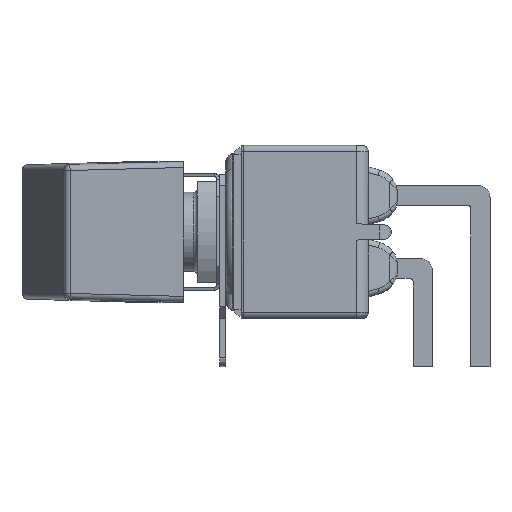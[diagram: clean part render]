
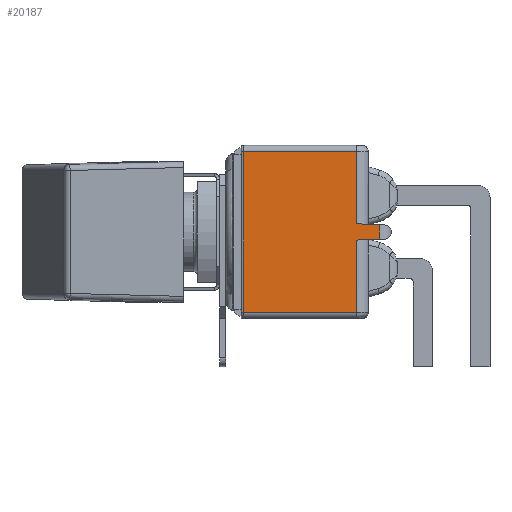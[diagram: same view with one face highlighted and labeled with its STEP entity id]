
A CAD part, left-side view. The second image highlights one B-rep face of the part: STEP entity #20187.
In plain terms, the highlighted planar face has unit normal (-1, 0, 0).
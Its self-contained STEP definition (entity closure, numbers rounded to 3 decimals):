
#994=PLANE('',#21588);
#5868=ORIENTED_EDGE('',*,*,#9220,.F.);
#5869=ORIENTED_EDGE('',*,*,#9204,.F.);
#5870=ORIENTED_EDGE('',*,*,#9876,.T.);
#5871=ORIENTED_EDGE('',*,*,#9877,.T.);
#5872=ORIENTED_EDGE('',*,*,#9878,.T.);
#5873=ORIENTED_EDGE('',*,*,#9335,.F.);
#5874=ORIENTED_EDGE('',*,*,#9340,.F.);
#5875=ORIENTED_EDGE('',*,*,#9875,.T.);
#9204=EDGE_CURVE('',#11589,#11590,#13789,.T.);
#9220=EDGE_CURVE('',#11590,#11601,#13798,.T.);
#9335=EDGE_CURVE('',#11673,#11674,#13861,.T.);
#9340=EDGE_CURVE('',#11677,#11673,#13862,.T.);
#9875=EDGE_CURVE('',#11677,#11601,#14205,.T.);
#9876=EDGE_CURVE('',#11589,#12021,#14206,.T.);
#9877=EDGE_CURVE('',#12021,#12022,#14207,.T.);
#9878=EDGE_CURVE('',#12022,#11674,#14208,.T.);
#11589=VERTEX_POINT('',#31998);
#11590=VERTEX_POINT('',#32000);
#11601=VERTEX_POINT('',#32047);
#11673=VERTEX_POINT('',#32732);
#11674=VERTEX_POINT('',#32734);
#11677=VERTEX_POINT('',#32759);
#12021=VERTEX_POINT('',#34515);
#12022=VERTEX_POINT('',#34517);
#13789=LINE('',#31999,#16009);
#13798=LINE('',#32046,#16018);
#13861=LINE('',#32733,#16081);
#13862=LINE('',#32758,#16082);
#14205=LINE('',#34512,#16425);
#14206=LINE('',#34514,#16426);
#14207=LINE('',#34516,#16427);
#14208=LINE('',#34518,#16428);
#16009=VECTOR('',#24843,1000.);
#16018=VECTOR('',#24874,1000.);
#16081=VECTOR('',#25055,1000.);
#16082=VECTOR('',#25066,1000.);
#16425=VECTOR('',#26095,1000.);
#16426=VECTOR('',#26098,1000.);
#16427=VECTOR('',#26099,1000.);
#16428=VECTOR('',#26100,1000.);
#17693=EDGE_LOOP('',(#5868,#5869,#5870,#5871,#5872,#5873,#5874,#5875));
#18852=FACE_BOUND('',#17693,.T.);
#20187=ADVANCED_FACE('',(#18852),#994,.T.);
#21588=AXIS2_PLACEMENT_3D('',#34513,#26096,#26097);
#24843=DIRECTION('',(0.,0.,-1.));
#24874=DIRECTION('',(0.,1.,0.));
#25055=DIRECTION('',(0.,0.,-1.));
#25066=DIRECTION('',(0.,-1.,0.));
#26095=DIRECTION('',(0.,0.,-1.));
#26096=DIRECTION('',(-1.,0.,0.));
#26097=DIRECTION('',(0.,-1.,0.));
#26098=DIRECTION('',(0.,-0.999,0.035));
#26099=DIRECTION('',(0.,0.,1.));
#26100=DIRECTION('',(0.,0.999,0.043));
#31998=CARTESIAN_POINT('',(-6.35,-3.41,-0.535));
#31999=CARTESIAN_POINT('',(-6.35,-3.41,-0.535));
#32000=CARTESIAN_POINT('',(-6.35,-3.41,-5.309));
#32046=CARTESIAN_POINT('',(-6.35,-3.41,-5.309));
#32047=CARTESIAN_POINT('',(-6.35,4.07,-5.309));
#32732=CARTESIAN_POINT('',(-6.35,-3.41,5.309));
#32733=CARTESIAN_POINT('',(-6.35,-3.41,5.309));
#32734=CARTESIAN_POINT('',(-6.35,-3.41,0.542));
#32758=CARTESIAN_POINT('',(-6.35,4.07,5.309));
#32759=CARTESIAN_POINT('',(-6.35,4.07,5.309));
#34512=CARTESIAN_POINT('',(-6.35,4.07,5.309));
#34513=CARTESIAN_POINT('',(-6.35,4.197,-5.715));
#34514=CARTESIAN_POINT('',(-6.35,-3.41,-0.535));
#34515=CARTESIAN_POINT('',(-6.35,-4.959,-0.481));
#34516=CARTESIAN_POINT('',(-6.35,-4.959,-0.481));
#34517=CARTESIAN_POINT('',(-6.35,-4.959,0.475));
#34518=CARTESIAN_POINT('',(-6.35,-4.959,0.475));
